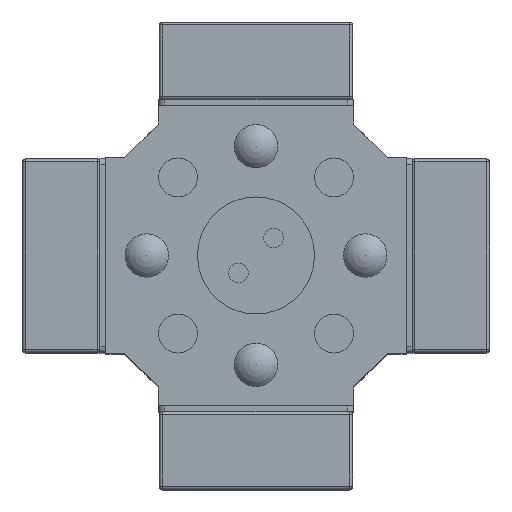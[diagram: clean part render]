
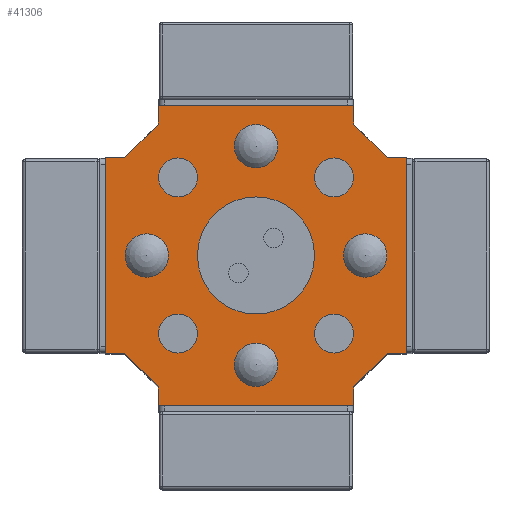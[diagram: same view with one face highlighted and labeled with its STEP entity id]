
A CAD part, top view. The second image highlights one B-rep face of the part: STEP entity #41306.
In plain terms, the highlighted planar face has unit normal (0, 0, 1).
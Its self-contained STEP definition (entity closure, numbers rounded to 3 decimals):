
#616=CARTESIAN_POINT('',(50.,40.,150.0));
#617=VERTEX_POINT('',#616);
#618=CARTESIAN_POINT('',(40.,40.,150.0));
#619=DIRECTION('',(0.0,0.0,-1.0));
#620=DIRECTION('',(-1.0,0.0,0.0));
#621=AXIS2_PLACEMENT_3D('',#618,#619,#620);
#622=CIRCLE('',#621,10.0);
#623=EDGE_CURVE('',#617,#617,#622,.T.);
#653=CARTESIAN_POINT('',(50.0,-40.,150.0));
#654=VERTEX_POINT('',#653);
#655=CARTESIAN_POINT('',(40.,-40.,150.0));
#656=DIRECTION('',(0.0,0.0,-1.0));
#657=DIRECTION('',(-1.0,0.0,0.0));
#658=AXIS2_PLACEMENT_3D('',#655,#656,#657);
#659=CIRCLE('',#658,10.0);
#660=EDGE_CURVE('',#654,#654,#659,.T.);
#690=CARTESIAN_POINT('',(-30.0,-40.,150.0));
#691=VERTEX_POINT('',#690);
#692=CARTESIAN_POINT('',(-40.0,-40.,150.0));
#693=DIRECTION('',(0.0,0.0,-1.0));
#694=DIRECTION('',(-1.0,0.0,0.0));
#695=AXIS2_PLACEMENT_3D('',#692,#693,#694);
#696=CIRCLE('',#695,10.0);
#697=EDGE_CURVE('',#691,#691,#696,.T.);
#727=CARTESIAN_POINT('',(-30.0,40.0,150.0));
#728=VERTEX_POINT('',#727);
#729=CARTESIAN_POINT('',(-40.0,40.0,150.0));
#730=DIRECTION('',(0.0,0.0,-1.0));
#731=DIRECTION('',(-1.0,0.0,0.0));
#732=AXIS2_PLACEMENT_3D('',#729,#730,#731);
#733=CIRCLE('',#732,10.0);
#734=EDGE_CURVE('',#728,#728,#733,.T.);
#838=CARTESIAN_POINT('',(29.99,0.,150.0));
#839=VERTEX_POINT('',#838);
#840=CARTESIAN_POINT('',(0.0,0.0,150.0));
#841=DIRECTION('',(0.0,0.0,-1.0));
#842=DIRECTION('',(-1.0,0.0,0.0));
#843=AXIS2_PLACEMENT_3D('',#840,#841,#842);
#844=CIRCLE('',#843,29.99);
#845=EDGE_CURVE('',#839,#839,#844,.T.);
#870=CARTESIAN_POINT('',(-67.124,0.,150.));
#871=VERTEX_POINT('',#870);
#872=CARTESIAN_POINT('',(-56.0,0.,150.0));
#873=DIRECTION('',(0.0,0.0,-1.0));
#874=DIRECTION('',(0.0,1.0,0.0));
#875=AXIS2_PLACEMENT_3D('',#872,#873,#874);
#876=CIRCLE('',#875,11.124);
#877=EDGE_CURVE('',#871,#871,#876,.T.);
#887=CARTESIAN_POINT('',(0.,67.124,150.));
#888=VERTEX_POINT('',#887);
#889=CARTESIAN_POINT('',(0.,56.0,150.0));
#890=DIRECTION('',(0.0,0.0,-1.0));
#891=DIRECTION('',(0.0,1.0,0.0));
#892=AXIS2_PLACEMENT_3D('',#889,#890,#891);
#893=CIRCLE('',#892,11.124);
#894=EDGE_CURVE('',#888,#888,#893,.T.);
#904=CARTESIAN_POINT('',(67.124,0.0,150.));
#905=VERTEX_POINT('',#904);
#906=CARTESIAN_POINT('',(56.0,0.0,150.0));
#907=DIRECTION('',(0.0,0.0,-1.0));
#908=DIRECTION('',(0.0,1.0,0.0));
#909=AXIS2_PLACEMENT_3D('',#906,#907,#908);
#910=CIRCLE('',#909,11.124);
#911=EDGE_CURVE('',#905,#905,#910,.T.);
#921=CARTESIAN_POINT('',(0.0,-67.124,150.));
#922=VERTEX_POINT('',#921);
#923=CARTESIAN_POINT('',(0.0,-56.0,150.0));
#924=DIRECTION('',(0.0,0.0,-1.0));
#925=DIRECTION('',(0.0,1.0,0.0));
#926=AXIS2_PLACEMENT_3D('',#923,#924,#925);
#927=CIRCLE('',#926,11.124);
#928=EDGE_CURVE('',#922,#922,#927,.T.);
#3292=CARTESIAN_POINT('',(-67.38,-50.0,150.0));
#3293=VERTEX_POINT('',#3292);
#3294=CARTESIAN_POINT('',(-77.0,-50.,150.0));
#3295=VERTEX_POINT('',#3294);
#3296=CARTESIAN_POINT('',(-67.38,-50.0,150.0));
#3297=DIRECTION('',(-1.0,0.0,0.0));
#3298=VECTOR('',#3297,9.62);
#3299=LINE('',#3296,#3298);
#3300=EDGE_CURVE('',#3293,#3295,#3299,.T.);
#17573=CARTESIAN_POINT('',(-50.,-77.0,150.0));
#17574=VERTEX_POINT('',#17573);
#17575=CARTESIAN_POINT('',(-50.0,-67.38,150.0));
#17576=VERTEX_POINT('',#17575);
#17577=CARTESIAN_POINT('',(-50.,-77.0,150.0));
#17578=DIRECTION('',(0.0,1.0,0.0));
#17579=VECTOR('',#17578,9.62);
#17580=LINE('',#17577,#17579);
#17581=EDGE_CURVE('',#17574,#17576,#17580,.T.);
#17755=CARTESIAN_POINT('',(-77.0,50.,150.0));
#17756=VERTEX_POINT('',#17755);
#17757=CARTESIAN_POINT('',(-67.38,50.0,150.0));
#17758=VERTEX_POINT('',#17757);
#17759=CARTESIAN_POINT('',(-77.0,50.,150.0));
#17760=DIRECTION('',(1.0,0.0,0.0));
#17761=VECTOR('',#17760,9.62);
#17762=LINE('',#17759,#17761);
#17763=EDGE_CURVE('',#17756,#17758,#17762,.T.);
#17889=CARTESIAN_POINT('',(-50.0,67.38,150.0));
#17890=VERTEX_POINT('',#17889);
#17891=CARTESIAN_POINT('',(-50.0,77.0,150.0));
#17892=VERTEX_POINT('',#17891);
#17893=CARTESIAN_POINT('',(-50.0,67.38,150.0));
#17894=DIRECTION('',(0.0,1.0,0.0));
#17895=VECTOR('',#17894,9.62);
#17896=LINE('',#17893,#17895);
#17897=EDGE_CURVE('',#17890,#17892,#17896,.T.);
#18029=CARTESIAN_POINT('',(50.,77.0,150.0));
#18030=VERTEX_POINT('',#18029);
#18031=CARTESIAN_POINT('',(50.,67.38,150.0));
#18032=VERTEX_POINT('',#18031);
#18033=CARTESIAN_POINT('',(50.,77.0,150.0));
#18034=DIRECTION('',(0.0,-1.0,0.0));
#18035=VECTOR('',#18034,9.62);
#18036=LINE('',#18033,#18035);
#18037=EDGE_CURVE('',#18030,#18032,#18036,.T.);
#18169=CARTESIAN_POINT('',(67.38,50.,150.0));
#18170=VERTEX_POINT('',#18169);
#18171=CARTESIAN_POINT('',(77.0,50.,150.0));
#18172=VERTEX_POINT('',#18171);
#18173=CARTESIAN_POINT('',(67.38,50.,150.0));
#18174=DIRECTION('',(1.0,0.0,0.0));
#18175=VECTOR('',#18174,9.62);
#18176=LINE('',#18173,#18175);
#18177=EDGE_CURVE('',#18170,#18172,#18176,.T.);
#20425=CARTESIAN_POINT('',(77.0,-50.,150.0));
#20426=VERTEX_POINT('',#20425);
#20427=CARTESIAN_POINT('',(67.38,-50.,150.0));
#20428=VERTEX_POINT('',#20427);
#20429=CARTESIAN_POINT('',(77.0,-50.,150.0));
#20430=DIRECTION('',(-1.0,0.0,0.0));
#20431=VECTOR('',#20430,9.62);
#20432=LINE('',#20429,#20431);
#20433=EDGE_CURVE('',#20426,#20428,#20432,.T.);
#22681=CARTESIAN_POINT('',(50.,-67.38,150.0));
#22682=VERTEX_POINT('',#22681);
#22683=CARTESIAN_POINT('',(50.,-77.0,150.0));
#22684=VERTEX_POINT('',#22683);
#22685=CARTESIAN_POINT('',(50.,-67.38,150.0));
#22686=DIRECTION('',(0.0,-1.0,0.0));
#22687=VECTOR('',#22686,9.62);
#22688=LINE('',#22685,#22687);
#22689=EDGE_CURVE('',#22682,#22684,#22688,.T.);
#40880=CARTESIAN_POINT('',(-67.38,50.0,150.0));
#40881=DIRECTION('',(0.707,0.707,0.0));
#40882=VECTOR('',#40881,24.579);
#40883=LINE('',#40880,#40882);
#40884=EDGE_CURVE('',#17758,#17890,#40883,.T.);
#40918=CARTESIAN_POINT('',(-50.0,77.0,150.0));
#40919=DIRECTION('',(1.0,0.0,0.0));
#40920=VECTOR('',#40919,100.);
#40921=LINE('',#40918,#40920);
#40922=EDGE_CURVE('',#17892,#18030,#40921,.T.);
#40980=CARTESIAN_POINT('',(50.,67.38,150.0));
#40981=DIRECTION('',(0.707,-0.707,0.0));
#40982=VECTOR('',#40981,24.579);
#40983=LINE('',#40980,#40982);
#40984=EDGE_CURVE('',#18032,#18170,#40983,.T.);
#41018=CARTESIAN_POINT('',(77.0,50.,150.0));
#41019=DIRECTION('',(0.0,-1.0,0.0));
#41020=VECTOR('',#41019,100.0);
#41021=LINE('',#41018,#41020);
#41022=EDGE_CURVE('',#18172,#20426,#41021,.T.);
#41080=CARTESIAN_POINT('',(67.38,-50.,150.0));
#41081=DIRECTION('',(-0.707,-0.707,0.0));
#41082=VECTOR('',#41081,24.579);
#41083=LINE('',#41080,#41082);
#41084=EDGE_CURVE('',#20428,#22682,#41083,.T.);
#41114=CARTESIAN_POINT('',(50.,-77.0,150.0));
#41115=DIRECTION('',(-1.0,0.0,0.0));
#41116=VECTOR('',#41115,100.0);
#41117=LINE('',#41114,#41116);
#41118=EDGE_CURVE('',#22684,#17574,#41117,.T.);
#41176=CARTESIAN_POINT('',(-50.0,-67.38,150.0));
#41177=DIRECTION('',(-0.707,0.707,0.0));
#41178=VECTOR('',#41177,24.579);
#41179=LINE('',#41176,#41178);
#41180=EDGE_CURVE('',#17576,#3293,#41179,.T.);
#41214=CARTESIAN_POINT('',(-77.0,-50.,150.0));
#41215=DIRECTION('',(0.0,1.0,0.0));
#41216=VECTOR('',#41215,100.);
#41217=LINE('',#41214,#41216);
#41218=EDGE_CURVE('',#3295,#17756,#41217,.T.);
#41256=CARTESIAN_POINT('',(0.,0.,150.0));
#41257=DIRECTION('',(0.0,0.0,1.0));
#41258=DIRECTION('',(1.0,0.0,0.0));
#41259=AXIS2_PLACEMENT_3D('',#41256,#41257,#41258);
#41260=PLANE('',#41259);
#41261=ORIENTED_EDGE('',*,*,#17763,.F.);
#41262=ORIENTED_EDGE('',*,*,#41218,.F.);
#41263=ORIENTED_EDGE('',*,*,#3300,.F.);
#41264=ORIENTED_EDGE('',*,*,#41180,.F.);
#41265=ORIENTED_EDGE('',*,*,#17581,.F.);
#41266=ORIENTED_EDGE('',*,*,#41118,.F.);
#41267=ORIENTED_EDGE('',*,*,#22689,.F.);
#41268=ORIENTED_EDGE('',*,*,#41084,.F.);
#41269=ORIENTED_EDGE('',*,*,#20433,.F.);
#41270=ORIENTED_EDGE('',*,*,#41022,.F.);
#41271=ORIENTED_EDGE('',*,*,#18177,.F.);
#41272=ORIENTED_EDGE('',*,*,#40984,.F.);
#41273=ORIENTED_EDGE('',*,*,#18037,.F.);
#41274=ORIENTED_EDGE('',*,*,#40922,.F.);
#41275=ORIENTED_EDGE('',*,*,#17897,.F.);
#41276=ORIENTED_EDGE('',*,*,#40884,.F.);
#41277=EDGE_LOOP('',(#41261,#41262,#41263,#41264,#41265,#41266,#41267,#41268,#41269,#41270,#41271,#41272,#41273,#41274,#41275,#41276));
#41278=FACE_OUTER_BOUND('',#41277,.T.);
#41279=ORIENTED_EDGE('',*,*,#623,.T.);
#41280=EDGE_LOOP('',(#41279));
#41281=FACE_BOUND('',#41280,.T.);
#41282=ORIENTED_EDGE('',*,*,#660,.T.);
#41283=EDGE_LOOP('',(#41282));
#41284=FACE_BOUND('',#41283,.T.);
#41285=ORIENTED_EDGE('',*,*,#697,.T.);
#41286=EDGE_LOOP('',(#41285));
#41287=FACE_BOUND('',#41286,.T.);
#41288=ORIENTED_EDGE('',*,*,#734,.T.);
#41289=EDGE_LOOP('',(#41288));
#41290=FACE_BOUND('',#41289,.T.);
#41291=ORIENTED_EDGE('',*,*,#845,.T.);
#41292=EDGE_LOOP('',(#41291));
#41293=FACE_BOUND('',#41292,.T.);
#41294=ORIENTED_EDGE('',*,*,#877,.T.);
#41295=EDGE_LOOP('',(#41294));
#41296=FACE_BOUND('',#41295,.T.);
#41297=ORIENTED_EDGE('',*,*,#894,.T.);
#41298=EDGE_LOOP('',(#41297));
#41299=FACE_BOUND('',#41298,.T.);
#41300=ORIENTED_EDGE('',*,*,#911,.T.);
#41301=EDGE_LOOP('',(#41300));
#41302=FACE_BOUND('',#41301,.T.);
#41303=ORIENTED_EDGE('',*,*,#928,.T.);
#41304=EDGE_LOOP('',(#41303));
#41305=FACE_BOUND('',#41304,.T.);
#41306=ADVANCED_FACE('',(#41278,#41281,#41284,#41287,#41290,#41293,#41296,#41299,#41302,#41305),#41260,.T.);
